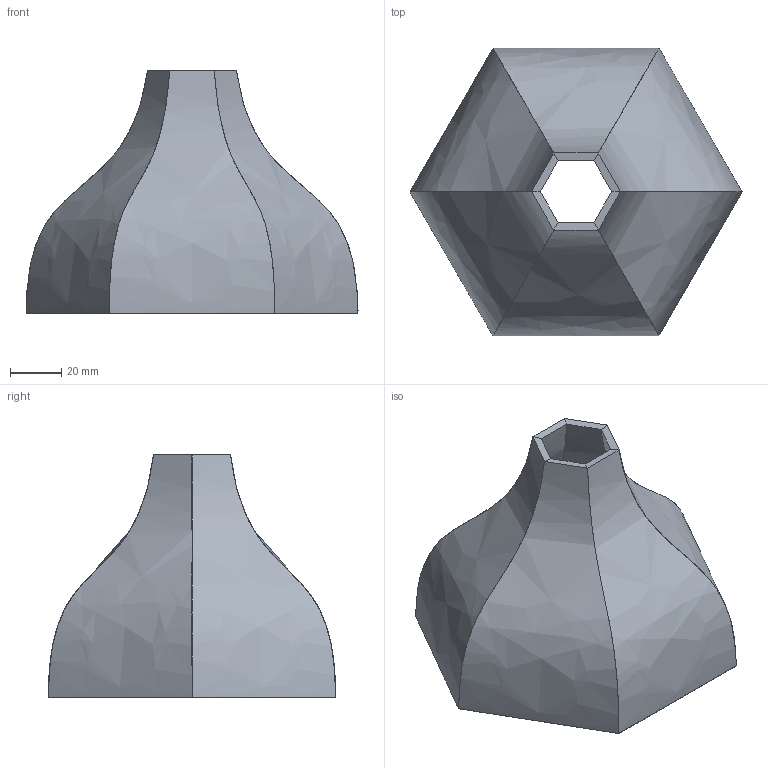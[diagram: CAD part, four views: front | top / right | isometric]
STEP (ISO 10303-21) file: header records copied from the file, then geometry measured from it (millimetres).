
FILE_DESCRIPTION(/* description */ (''),/* implementation_level */ '2;1');
FILE_NAME(/* name */ 'Tower.step',/* time_stamp */ '2022-12-21T20:06:09-07:00',/* author */ (''),/* organization */ (''),/* preprocessor_version */ 'ST-DEVELOPER v19.2',/* originating_system */ 'Autodesk Translation Framework v11.17.0.187',/* authorisation */ '');
FILE_SCHEMA (('AUTOMOTIVE_DESIGN { 1 0 10303 214 3 1 1 }'));
Length unit declared in the file: millimetre
Products named in the file (1): Tower
Bounding box: 129.06 x 111.77 x 94.1 mm (x, y, z)
Volume: 78047.2 mm3; surface area: 57890.9 mm2
Topology: 6 solids, 6 shells, 36 faces, 72 edges, 48 vertices
Faces by surface type: plane 24, bspline 12
Entity records: 2606 total; most frequent: CARTESIAN_POINT 1909, ORIENTED_EDGE 144, DIRECTION 98, EDGE_CURVE 72, LINE 48, VECTOR 48, VERTEX_POINT 48, FACE_OUTER_BOUND 36
